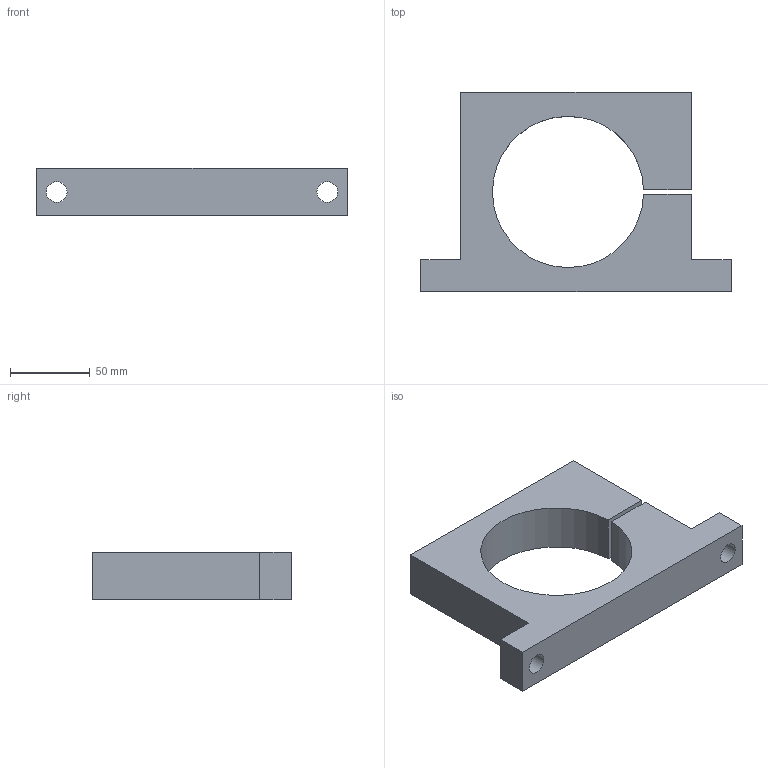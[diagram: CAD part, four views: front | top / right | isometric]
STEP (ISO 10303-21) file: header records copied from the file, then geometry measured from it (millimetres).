
FILE_DESCRIPTION (( 'STEP AP214' ), '1' );
FILE_NAME ('095 ES.step', '2019-06-06T08:32:40', ( '' ), ( '' ), 'SwSTEP 2.0', 'SolidWorks 2014', '' );
FILE_SCHEMA (( 'AUTOMOTIVE_DESIGN' ));
Length unit declared in the file: millimetre
Products named in the file (1): 095 ES
Bounding box: 195 x 125 x 30 mm (x, y, z)
Volume: 338629.5 mm3; surface area: 58880.4 mm2
Topology: 1 solids, 1 shells, 21 faces, 55 edges, 37 vertices
Faces by surface type: plane 14, cylinder 6, cone 1
Full cylindrical faces by diameter (mm): 12 x2, 13 x2, 19.5 x1
Entity records: 638 total; most frequent: CARTESIAN_POINT 102, DIRECTION 102, ORIENTED_EDGE 92, EDGE_CURVE 46, LINE 34, AXIS2_PLACEMENT_3D 34, VERTEX_POINT 34, EDGE_LOOP 34
